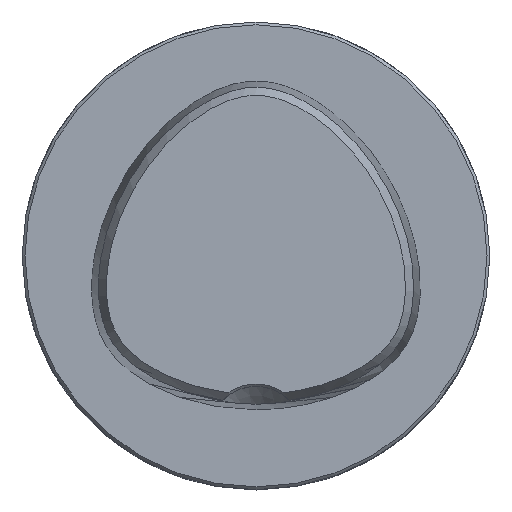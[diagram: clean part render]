
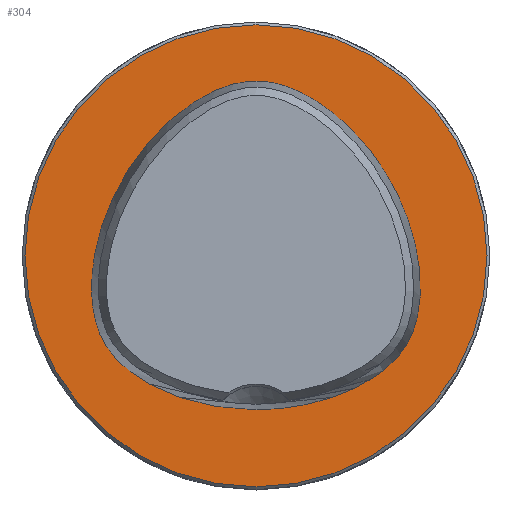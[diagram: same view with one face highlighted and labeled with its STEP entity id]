
A CAD part, top view. The second image highlights one B-rep face of the part: STEP entity #304.
In plain terms, the highlighted planar face has unit normal (0, 0, 1).
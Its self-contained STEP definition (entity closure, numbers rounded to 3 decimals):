
#279=B_SPLINE_CURVE_WITH_KNOTS('',3,(#1826,#1827,#1828,#1829,#1830,#1831,
#1832,#1833,#1834,#1835,#1836,#1837,#1838,#1839,#1840,#1841,#1842,#1843,
#1844,#1845,#1846,#1847,#1848,#1849,#1850,#1851,#1852,#1853,#1854,#1855,
#1856,#1857,#1858,#1859,#1860,#1861,#1862,#1863,#1864,#1865,#1866,#1867,
#1868,#1869,#1870,#1871,#1872,#1873,#1874,#1875,#1876,#1877,#1878,#1879,
#1880,#1881,#1882,#1883,#1884,#1885,#1886,#1887,#1888),.UNSPECIFIED.,.T.,
 .F.,(1,1,2,1,1,1,1,1,1,1,1,1,1,1,1,1,1,1,1,1,1,1,1,1,1,1,1,1,1,1,1,1,1,
1,1,1,1,1,1,1,1,1,1,1,1,1,1,1,1,1,1,1,1,1,1,1,1,1,1,1,1,1,2,1,1),(-0.063,
-0.031,0.,0.031,0.063,0.078,0.094,0.109,0.125,0.141,0.156,
0.164,0.172,0.18,0.188,0.203,0.219,0.234,0.25,0.266,
0.281,0.313,0.344,0.359,0.375,0.406,0.422,0.438,0.453,
0.469,0.484,0.492,0.5,0.508,0.516,0.531,0.547,0.563,
0.578,0.594,0.625,0.641,0.656,0.688,0.719,0.734,0.75,0.766,
0.781,0.797,0.813,0.82,0.828,0.836,0.844,0.859,0.875,
0.891,0.906,0.922,0.938,0.969,1.,1.031,1.063),
 .UNSPECIFIED.);
#304=ADVANCED_FACE('CU_E_LO_SU_1',(#423,#424),#371,.F.);
#371=PLANE('',#1152);
#423=FACE_BOUND('',#479,.T.);
#424=FACE_BOUND('',#480,.T.);
#479=EDGE_LOOP('',(#616));
#480=EDGE_LOOP('',(#617));
#616=ORIENTED_EDGE('',*,*,#949,.T.);
#617=ORIENTED_EDGE('',*,*,#987,.T.);
#849=VERTEX_POINT('',#1889);
#886=VERTEX_POINT('',#2346);
#949=EDGE_CURVE('',#849,#849,#279,.T.);
#987=EDGE_CURVE('',#886,#886,#1082,.T.);
#1082=CIRCLE('',#1151,24.7);
#1151=AXIS2_PLACEMENT_3D('',#2345,#1286,#1287);
#1152=AXIS2_PLACEMENT_3D('',#2347,#1288,#1289);
#1286=DIRECTION('',(0.,0.,1.));
#1287=DIRECTION('',(1.,0.,0.));
#1288=DIRECTION('',(0.,0.,-1.));
#1289=DIRECTION('',(-1.,0.,0.));
#1826=CARTESIAN_POINT('',(1.148,-16.455,0.));
#1827=CARTESIAN_POINT('',(-1.148,-16.455,0.));
#1828=CARTESIAN_POINT('',(-3.446,-16.307,0.));
#1829=CARTESIAN_POINT('',(-6.27,-15.742,0.));
#1830=CARTESIAN_POINT('',(-8.462,-15.051,0.));
#1831=CARTESIAN_POINT('',(-10.063,-14.406,0.));
#1832=CARTESIAN_POINT('',(-11.604,-13.626,0.));
#1833=CARTESIAN_POINT('',(-13.064,-12.701,0.));
#1834=CARTESIAN_POINT('',(-14.411,-11.614,0.));
#1835=CARTESIAN_POINT('',(-15.395,-10.552,0.));
#1836=CARTESIAN_POINT('',(-16.054,-9.603,0.));
#1837=CARTESIAN_POINT('',(-16.475,-8.844,0.));
#1838=CARTESIAN_POINT('',(-16.819,-8.048,0.));
#1839=CARTESIAN_POINT('',(-17.179,-6.952,0.));
#1840=CARTESIAN_POINT('',(-17.466,-5.536,0.));
#1841=CARTESIAN_POINT('',(-17.599,-3.812,0.));
#1842=CARTESIAN_POINT('',(-17.556,-2.085,0.));
#1843=CARTESIAN_POINT('',(-17.361,-0.371,0.));
#1844=CARTESIAN_POINT('',(-17.031,1.323,0.));
#1845=CARTESIAN_POINT('',(-16.424,3.54,0.));
#1846=CARTESIAN_POINT('',(-15.38,6.223,0.));
#1847=CARTESIAN_POINT('',(-13.995,8.746,0.));
#1848=CARTESIAN_POINT('',(-12.698,10.643,0.));
#1849=CARTESIAN_POINT('',(-11.279,12.451,0.));
#1850=CARTESIAN_POINT('',(-9.68,14.11,0.));
#1851=CARTESIAN_POINT('',(-7.907,15.575,0.));
#1852=CARTESIAN_POINT('',(-6.49,16.562,0.));
#1853=CARTESIAN_POINT('',(-4.988,17.415,0.));
#1854=CARTESIAN_POINT('',(-3.4,18.102,0.));
#1855=CARTESIAN_POINT('',(-2.009,18.496,0.));
#1856=CARTESIAN_POINT('',(-0.866,18.666,0.));
#1857=CARTESIAN_POINT('',(0.,18.71,0.));
#1858=CARTESIAN_POINT('',(0.866,18.666,0.));
#1859=CARTESIAN_POINT('',(2.009,18.496,0.));
#1860=CARTESIAN_POINT('',(3.4,18.102,0.));
#1861=CARTESIAN_POINT('',(4.988,17.415,0.));
#1862=CARTESIAN_POINT('',(6.49,16.562,0.));
#1863=CARTESIAN_POINT('',(7.907,15.575,0.));
#1864=CARTESIAN_POINT('',(9.68,14.11,0.));
#1865=CARTESIAN_POINT('',(11.279,12.451,0.));
#1866=CARTESIAN_POINT('',(12.698,10.643,0.));
#1867=CARTESIAN_POINT('',(13.995,8.746,0.));
#1868=CARTESIAN_POINT('',(15.38,6.223,0.));
#1869=CARTESIAN_POINT('',(16.424,3.54,0.));
#1870=CARTESIAN_POINT('',(17.031,1.323,0.));
#1871=CARTESIAN_POINT('',(17.361,-0.371,0.));
#1872=CARTESIAN_POINT('',(17.556,-2.085,0.));
#1873=CARTESIAN_POINT('',(17.599,-3.812,0.));
#1874=CARTESIAN_POINT('',(17.466,-5.536,0.));
#1875=CARTESIAN_POINT('',(17.179,-6.952,0.));
#1876=CARTESIAN_POINT('',(16.819,-8.048,0.));
#1877=CARTESIAN_POINT('',(16.475,-8.844,0.));
#1878=CARTESIAN_POINT('',(16.054,-9.603,0.));
#1879=CARTESIAN_POINT('',(15.395,-10.552,0.));
#1880=CARTESIAN_POINT('',(14.411,-11.614,0.));
#1881=CARTESIAN_POINT('',(13.064,-12.701,0.));
#1882=CARTESIAN_POINT('',(11.604,-13.626,0.));
#1883=CARTESIAN_POINT('',(10.063,-14.406,0.));
#1884=CARTESIAN_POINT('',(8.462,-15.051,0.));
#1885=CARTESIAN_POINT('',(6.27,-15.742,0.));
#1886=CARTESIAN_POINT('',(3.446,-16.307,0.));
#1887=CARTESIAN_POINT('',(1.148,-16.455,0.));
#1888=CARTESIAN_POINT('',(-1.148,-16.455,0.));
#1889=CARTESIAN_POINT('',(0.,-16.455,0.));
#2345=CARTESIAN_POINT('',(0.,0.,0.));
#2346=CARTESIAN_POINT('',(24.7,0.,0.));
#2347=CARTESIAN_POINT('',(0.,1.113,0.));
